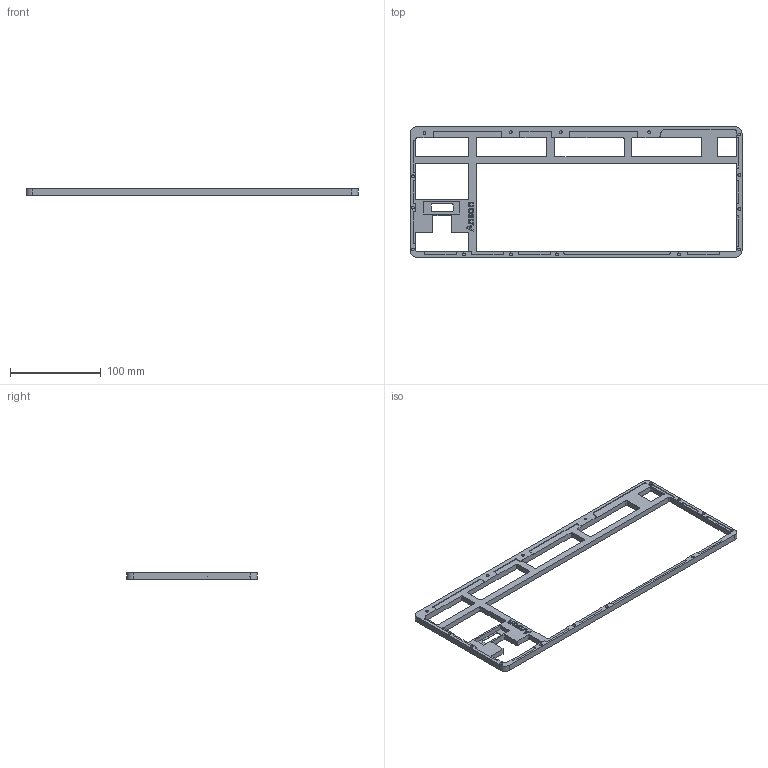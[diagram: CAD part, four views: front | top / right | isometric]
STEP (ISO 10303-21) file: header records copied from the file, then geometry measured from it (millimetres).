
FILE_DESCRIPTION(/* description */ ('','CAx-IF Rec.Pracs.---Representation and Presentation of Product Manufacturing Information (PMI)---4.0---2014-10-13'),/* implementation_level */ '2;1');
FILE_NAME(/* name */ 'Top Case.step',/* time_stamp */ '2025-03-14T21:36:08+08:00',/* author */ (''),/* organization */ (''),/* preprocessor_version */ 'ST-DEVELOPER v20',/* originating_system */ 'Autodesk Translation Framework v13.20.0.188',/* authorisation */ '');
FILE_SCHEMA (('AP242_MANAGED_MODEL_BASED_3D_ENGINEERING_MIM_LF { 1 0 10303 442 1 1 4 }'));
Length unit declared in the file: millimetre
Products named in the file (1): Top Case
Bounding box: 366.45 x 143.85 x 7.08 mm (x, y, z)
Volume: 90303.3 mm3; surface area: 49957.4 mm2
Topology: 1 solids, 1 shells, 318 faces, 889 edges, 590 vertices
Faces by surface type: plane 159, cylinder 92, bspline 63, cone 4
Full cylindrical faces by diameter (mm): 3.2 x15
Entity records: 10865 total; most frequent: CARTESIAN_POINT 2869, ORIENTED_EDGE 1778, DIRECTION 1463, EDGE_CURVE 889, VERTEX_POINT 590, LINE 575, VECTOR 575, AXIS2_PLACEMENT_3D 444
